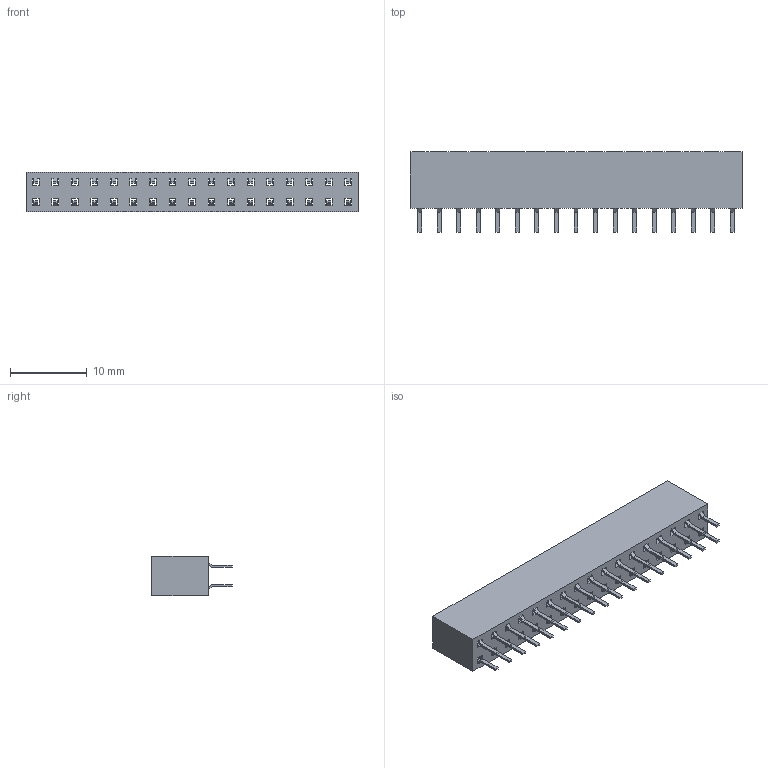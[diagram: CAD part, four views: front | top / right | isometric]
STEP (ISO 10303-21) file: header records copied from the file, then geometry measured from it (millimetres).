
FILE_DESCRIPTION(/* description */ ('STEP AP214'),/* implementation_level */ '2;1');
FILE_NAME(/* name */ 'BCS-117-L-D-TE',/* time_stamp */ '2025-05-13T19:39:39+02:00',/* author */ ('License CC BY-ND 4.0'),/* organization */ ('CADENAS'),/* preprocessor_version */ 'ST-DEVELOPER v19.3',/* originating_system */ 'PARTsolutions',/* authorisation */ ' ');
FILE_SCHEMA (('AUTOMOTIVE_DESIGN {1 0 10303 214 3 1 1}'));
Length unit declared in the file: inch
Products named in the file (4): BCS-117-L-D-TE; BCS-117-D-TE_socket; C-95-01-17-L-D-TE; C-95-01-17-L-D-TE2
Assembly tree (3 placements, depth 2):
  BCS-117-L-D-TE
    BCS-117-D-TE_socket
    C-95-01-17-L-D-TE
    C-95-01-17-L-D-TE2
Bounding box: 43.18 x 10.46 x 5.08 mm (x, y, z)
Surface area: 4392.5 mm2
Topology: 3 solids, 3 shells, 1106 faces, 3368 edges, 2200 vertices
Faces by surface type: plane 1106
Entity records: 37217 total; most frequent: ORIENTED_EDGE 6736, CARTESIAN_POINT 6678, DIRECTION 5588, EDGE_CURVE 3368, LINE 3368, VECTOR 3368, VERTEX_POINT 2200, EDGE_LOOP 1242
